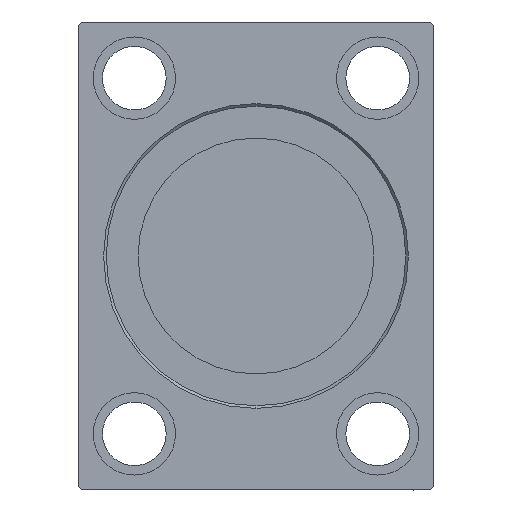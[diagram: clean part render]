
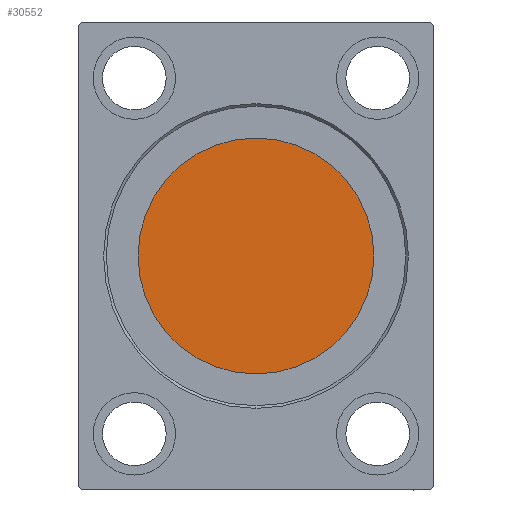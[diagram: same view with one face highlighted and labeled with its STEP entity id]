
A CAD part, left-side view. The second image highlights one B-rep face of the part: STEP entity #30552.
In plain terms, the highlighted planar face has unit normal (-1, 0, 0).
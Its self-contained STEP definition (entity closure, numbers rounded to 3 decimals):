
#751 = FACE_OUTER_BOUND ( 'NONE', #8983, .T. ) ;
#4175 = DIRECTION ( 'NONE',  ( 0., 0., 1. ) ) ;
#5715 = CARTESIAN_POINT ( 'NONE',  ( 150.2, 0., 0. ) ) ;
#6568 = CIRCLE ( 'NONE', #36756, 31.5 ) ;
#8983 = EDGE_LOOP ( 'NONE', ( #20364, #14094 ) ) ;
#8985 = EDGE_CURVE ( 'NONE', #36367, #27909, #18729, .T. ) ;
#12508 = CARTESIAN_POINT ( 'NONE',  ( 150.2, 0., 0. ) ) ;
#13850 = PLANE ( 'NONE',  #42403 ) ;
#14094 = ORIENTED_EDGE ( 'NONE', *, *, #22672, .T. ) ;
#18729 = CIRCLE ( 'NONE', #29021, 31.5 ) ;
#20364 = ORIENTED_EDGE ( 'NONE', *, *, #8985, .T. ) ;
#21285 = CARTESIAN_POINT ( 'NONE',  ( 150.2, 0., 31.5 ) ) ;
#22672 = EDGE_CURVE ( 'NONE', #27909, #36367, #6568, .T. ) ;
#23748 = CARTESIAN_POINT ( 'NONE',  ( 150.2, 0., 0. ) ) ;
#25618 = DIRECTION ( 'NONE',  ( 0., 0., 1. ) ) ;
#27909 = VERTEX_POINT ( 'NONE', #36222 ) ;
#29021 = AXIS2_PLACEMENT_3D ( 'NONE', #12508, #41705, #25618 ) ;
#30552 = ADVANCED_FACE ( 'NONE', ( #751 ), #13850, .T. ) ;
#36222 = CARTESIAN_POINT ( 'NONE',  ( 150.2, 0., -31.5 ) ) ;
#36367 = VERTEX_POINT ( 'NONE', #21285 ) ;
#36756 = AXIS2_PLACEMENT_3D ( 'NONE', #5715, #38781, #41582 ) ;
#36821 = DIRECTION ( 'NONE',  ( -1., 0., 0. ) ) ;
#38781 = DIRECTION ( 'NONE',  ( -1., 0., 0. ) ) ;
#41582 = DIRECTION ( 'NONE',  ( 0., 0., 1. ) ) ;
#41705 = DIRECTION ( 'NONE',  ( -1., 0., 0. ) ) ;
#42403 = AXIS2_PLACEMENT_3D ( 'NONE', #23748, #36821, #4175 ) ;
